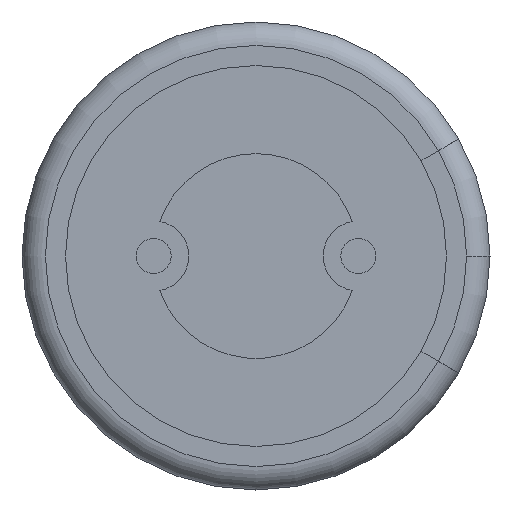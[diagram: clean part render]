
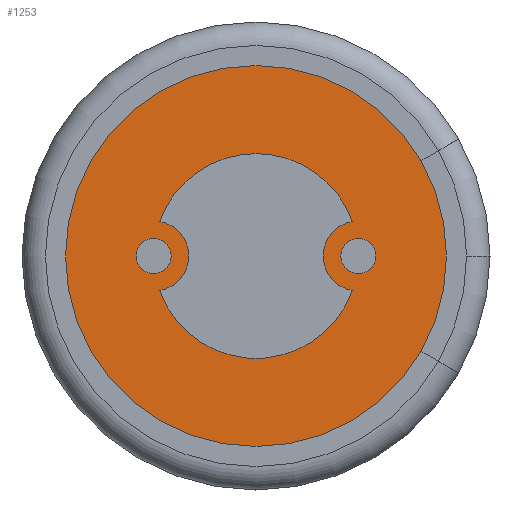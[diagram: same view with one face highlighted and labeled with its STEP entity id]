
A CAD part, front view. The second image highlights one B-rep face of the part: STEP entity #1253.
In plain terms, the highlighted planar face has unit normal (0, -1, 0).
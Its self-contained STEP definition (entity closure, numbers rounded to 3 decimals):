
#34 = EDGE_CURVE ( 'NONE', #980, #468, #578, .T. ) ;
#69 = CIRCLE ( 'NONE', #1813, 3.256 ) ;
#113 = VERTEX_POINT ( 'NONE', #298 ) ;
#123 = DIRECTION ( 'NONE',  ( -1., 0., 0. ) ) ;
#137 = CARTESIAN_POINT ( 'NONE',  ( 0., 0.95, 0. ) ) ;
#140 = CARTESIAN_POINT ( 'NONE',  ( -1.647, 0.95, -0.591 ) ) ;
#159 = CARTESIAN_POINT ( 'NONE',  ( -1.75, 0.95, 0. ) ) ;
#170 = CARTESIAN_POINT ( 'NONE',  ( 0., 0.95, 0. ) ) ;
#236 = DIRECTION ( 'NONE',  ( -1., 0., 0. ) ) ;
#268 = CARTESIAN_POINT ( 'NONE',  ( -1.647, 0.95, 0.591 ) ) ;
#298 = CARTESIAN_POINT ( 'NONE',  ( 2.82, 0.95, 1.628 ) ) ;
#307 = ORIENTED_EDGE ( 'NONE', *, *, #1842, .T. ) ;
#351 = DIRECTION ( 'NONE',  ( 1., 0., 0. ) ) ;
#371 = EDGE_CURVE ( 'NONE', #2294, #1915, #1266, .T. ) ;
#412 = CIRCLE ( 'NONE', #2240, 0.6 ) ;
#416 = DIRECTION ( 'NONE',  ( -1., 0., 0. ) ) ;
#445 = CARTESIAN_POINT ( 'NONE',  ( 0., 0.95, 0. ) ) ;
#468 = VERTEX_POINT ( 'NONE', #947 ) ;
#512 = DIRECTION ( 'NONE',  ( -1., 0., 0. ) ) ;
#530 = CARTESIAN_POINT ( 'NONE',  ( 0., 0.95, 1.75 ) ) ;
#550 = EDGE_CURVE ( 'NONE', #2294, #468, #1236, .T. ) ;
#578 = CIRCLE ( 'NONE', #997, 1.75 ) ;
#591 = VERTEX_POINT ( 'NONE', #268 ) ;
#618 = EDGE_LOOP ( 'NONE', ( #1938, #1135, #2186, #1191, #1168 ) ) ;
#682 = AXIS2_PLACEMENT_3D ( 'NONE', #137, #1220, #512 ) ;
#740 = CARTESIAN_POINT ( 'NONE',  ( 1.75, 0.95, 0. ) ) ;
#768 = AXIS2_PLACEMENT_3D ( 'NONE', #1342, #782, #2070 ) ;
#782 = DIRECTION ( 'NONE',  ( 0., -1., 0. ) ) ;
#799 = EDGE_CURVE ( 'NONE', #591, #980, #412, .T. ) ;
#819 = VERTEX_POINT ( 'NONE', #1612 ) ;
#875 = CARTESIAN_POINT ( 'NONE',  ( 1.647, 0.95, 0.591 ) ) ;
#900 = CARTESIAN_POINT ( 'NONE',  ( 0., 0.95, 0. ) ) ;
#917 = DIRECTION ( 'NONE',  ( 0., -1., 0. ) ) ;
#947 = CARTESIAN_POINT ( 'NONE',  ( 1.647, 0.95, -0.591 ) ) ;
#974 = DIRECTION ( 'NONE',  ( 0., -1., 0. ) ) ;
#980 = VERTEX_POINT ( 'NONE', #140 ) ;
#997 = AXIS2_PLACEMENT_3D ( 'NONE', #1213, #1914, #123 ) ;
#1044 = EDGE_CURVE ( 'NONE', #113, #819, #69, .T. ) ;
#1046 = PLANE ( 'NONE',  #682 ) ;
#1063 = AXIS2_PLACEMENT_3D ( 'NONE', #445, #974, #1626 ) ;
#1083 = DIRECTION ( 'NONE',  ( 0., 1., 0. ) ) ;
#1135 = ORIENTED_EDGE ( 'NONE', *, *, #1768, .F. ) ;
#1137 = DIRECTION ( 'NONE',  ( 0., -1., 0. ) ) ;
#1168 = ORIENTED_EDGE ( 'NONE', *, *, #34, .F. ) ;
#1191 = ORIENTED_EDGE ( 'NONE', *, *, #550, .T. ) ;
#1213 = CARTESIAN_POINT ( 'NONE',  ( 0., 0.95, 0. ) ) ;
#1220 = DIRECTION ( 'NONE',  ( 0., 1., 0. ) ) ;
#1236 = CIRCLE ( 'NONE', #1322, 0.6 ) ;
#1247 = DIRECTION ( 'NONE',  ( 0., -1., 0. ) ) ;
#1253 = ADVANCED_FACE ( 'NONE', ( #1585, #2108 ), #1046, .F. ) ;
#1266 = CIRCLE ( 'NONE', #2252, 1.75 ) ;
#1282 = DIRECTION ( 'NONE',  ( -1., 0., 0. ) ) ;
#1322 = AXIS2_PLACEMENT_3D ( 'NONE', #740, #1137, #236 ) ;
#1342 = CARTESIAN_POINT ( 'NONE',  ( 0., 0.95, 0. ) ) ;
#1343 = CIRCLE ( 'NONE', #768, 3.256 ) ;
#1395 = ORIENTED_EDGE ( 'NONE', *, *, #1549, .T. ) ;
#1430 = DIRECTION ( 'NONE',  ( 0., -1., 0. ) ) ;
#1442 = CIRCLE ( 'NONE', #1063, 1.75 ) ;
#1512 = CIRCLE ( 'NONE', #1697, 3.256 ) ;
#1543 = EDGE_LOOP ( 'NONE', ( #2173, #1395, #307 ) ) ;
#1549 = EDGE_CURVE ( 'NONE', #819, #2238, #1343, .T. ) ;
#1585 = FACE_BOUND ( 'NONE', #618, .T. ) ;
#1612 = CARTESIAN_POINT ( 'NONE',  ( 2.82, 0.95, -1.628 ) ) ;
#1626 = DIRECTION ( 'NONE',  ( -1., 0., 0. ) ) ;
#1697 = AXIS2_PLACEMENT_3D ( 'NONE', #170, #1430, #351 ) ;
#1768 = EDGE_CURVE ( 'NONE', #1915, #591, #1442, .T. ) ;
#1813 = AXIS2_PLACEMENT_3D ( 'NONE', #900, #1247, #2172 ) ;
#1842 = EDGE_CURVE ( 'NONE', #2238, #113, #1512, .T. ) ;
#1914 = DIRECTION ( 'NONE',  ( 0., -1., 0. ) ) ;
#1915 = VERTEX_POINT ( 'NONE', #530 ) ;
#1938 = ORIENTED_EDGE ( 'NONE', *, *, #799, .F. ) ;
#2004 = CARTESIAN_POINT ( 'NONE',  ( 0., 0.95, 0. ) ) ;
#2070 = DIRECTION ( 'NONE',  ( 1., 0., 0. ) ) ;
#2108 = FACE_OUTER_BOUND ( 'NONE', #1543, .T. ) ;
#2172 = DIRECTION ( 'NONE',  ( 1., 0., 0. ) ) ;
#2173 = ORIENTED_EDGE ( 'NONE', *, *, #1044, .T. ) ;
#2186 = ORIENTED_EDGE ( 'NONE', *, *, #371, .F. ) ;
#2238 = VERTEX_POINT ( 'NONE', #2300 ) ;
#2240 = AXIS2_PLACEMENT_3D ( 'NONE', #159, #1083, #1282 ) ;
#2252 = AXIS2_PLACEMENT_3D ( 'NONE', #2004, #917, #416 ) ;
#2294 = VERTEX_POINT ( 'NONE', #875 ) ;
#2300 = CARTESIAN_POINT ( 'NONE',  ( 3.256, 0.95, 0. ) ) ;
